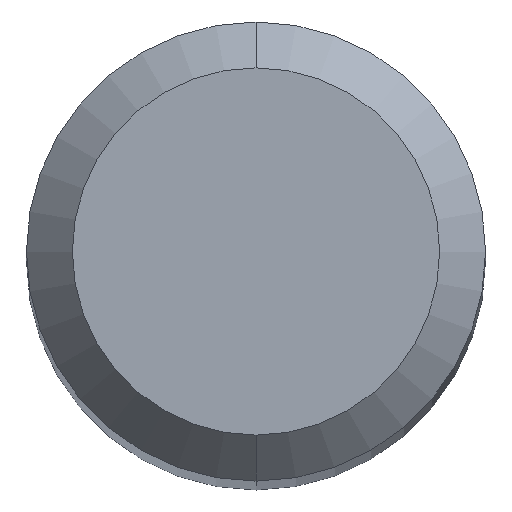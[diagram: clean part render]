
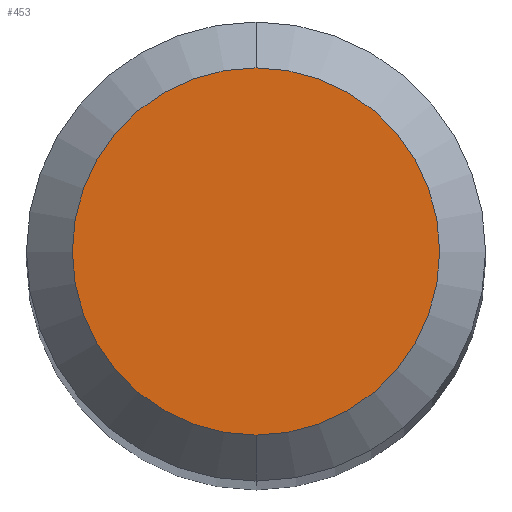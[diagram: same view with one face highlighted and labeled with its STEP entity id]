
A CAD part, top view. The second image highlights one B-rep face of the part: STEP entity #453.
In plain terms, the highlighted planar face has unit normal (0, 0, 1).
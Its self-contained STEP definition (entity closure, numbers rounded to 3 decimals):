
#185=VERTEX_POINT('',#492);
#253=VERTEX_POINT('',#565);
#297=EDGE_CURVE('',#253,#185,#614,.T.);
#317=EDGE_CURVE('',#185,#253,#635,.T.);
#453=ADVANCED_FACE('',(#786),#787,.T.);
#492=CARTESIAN_POINT('',(0.,-1.2,0.0));
#565=CARTESIAN_POINT('',(0.0,1.2,0.0));
#614=CIRCLE('',#1099,1.2);
#635=CIRCLE('',#1139,1.2);
#786=FACE_OUTER_BOUND('',#1429,.T.);
#787=PLANE('',#1430);
#1099=AXIS2_PLACEMENT_3D('',#1585,#1586,#1587);
#1139=AXIS2_PLACEMENT_3D('',#1607,#1608,#1609);
#1429=EDGE_LOOP('',(#1779,#1780));
#1430=AXIS2_PLACEMENT_3D('',#1781,#1782,#1783);
#1585=CARTESIAN_POINT('',(0.0,0.0,0.0));
#1586=DIRECTION('',(0.0,0.0,-1.0));
#1587=DIRECTION('',(0.0,1.0,0.0));
#1607=CARTESIAN_POINT('',(0.0,0.0,0.0));
#1608=DIRECTION('',(0.0,0.0,-1.0));
#1609=DIRECTION('',(0.0,1.0,0.0));
#1779=ORIENTED_EDGE('',*,*,#297,.F.);
#1780=ORIENTED_EDGE('',*,*,#317,.F.);
#1781=CARTESIAN_POINT('',(0.0,0.6,0.0));
#1782=DIRECTION('',(-0.0,0.0,1.0));
#1783=DIRECTION('',(0.0,-1.0,0.0));
